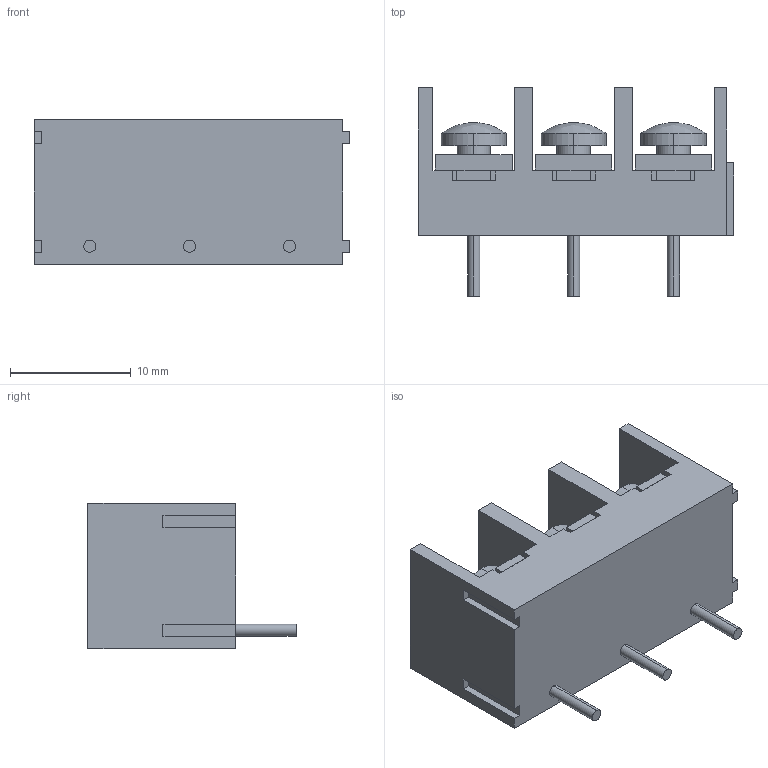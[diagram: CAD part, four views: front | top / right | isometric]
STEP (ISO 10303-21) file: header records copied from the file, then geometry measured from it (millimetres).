
FILE_DESCRIPTION (( 'STEP AP203' ), '1' );
FILE_NAME ('3p8.STEP', '2021-02-14T07:09:19', ( '' ), ( '' ), 'SwSTEP 2.0', 'SolidWorks 2018', '' );
FILE_SCHEMA (( 'CONFIG_CONTROL_DESIGN' ));
Length unit declared in the file: millimetre
Products named in the file (1): 3p8
Bounding box: 26.1 x 17.2 x 12 mm (x, y, z)
Volume: 2324.7 mm3; surface area: 2236.6 mm2
Topology: 1 solids, 1 shells, 160 faces, 426 edges, 280 vertices
Faces by surface type: plane 139, cylinder 18, bspline 3
Entity records: 5000 total; most frequent: CARTESIAN_POINT 912, ORIENTED_EDGE 852, DIRECTION 778, EDGE_CURVE 426, LINE 390, VECTOR 390, VERTEX_POINT 280, AXIS2_PLACEMENT_3D 194
